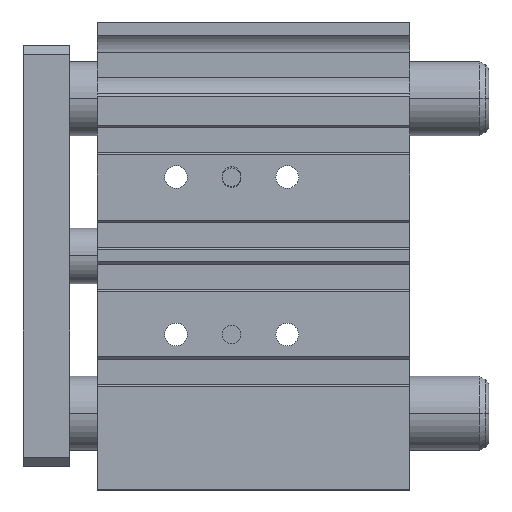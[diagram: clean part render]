
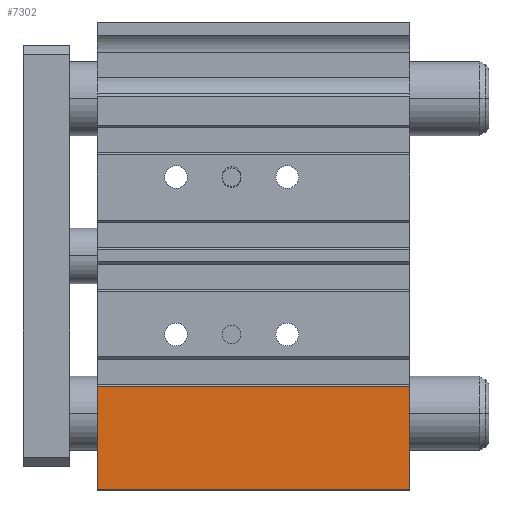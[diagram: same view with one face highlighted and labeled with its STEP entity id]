
A CAD part, top view. The second image highlights one B-rep face of the part: STEP entity #7302.
In plain terms, the highlighted planar face has unit normal (0, 0, 1).
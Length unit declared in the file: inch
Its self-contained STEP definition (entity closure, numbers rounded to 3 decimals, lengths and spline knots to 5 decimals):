
#4 = ORIENTED_EDGE ( 'NONE', *, *, #8601, .T. ) ;
#211 = CARTESIAN_POINT ( 'NONE',  ( 0., -1.11024, 0.82677 ) ) ;
#621 = LINE ( 'NONE', #11644, #2987 ) ;
#1370 = DIRECTION ( 'NONE',  ( -1., 0., 0. ) ) ;
#1656 = CARTESIAN_POINT ( 'NONE',  ( 0., -1.11024, 0.82677 ) ) ;
#2350 = DIRECTION ( 'NONE',  ( 0., -1., 0. ) ) ;
#2813 = ORIENTED_EDGE ( 'NONE', *, *, #11617, .F. ) ;
#2932 = CARTESIAN_POINT ( 'NONE',  ( 2.65748, -1.98819, 0.82677 ) ) ;
#2987 = VECTOR ( 'NONE', #2350, 39.37008 ) ;
#2993 = AXIS2_PLACEMENT_3D ( 'NONE', #4951, #9284, #3040 ) ;
#3032 = LINE ( 'NONE', #8739, #6354 ) ;
#3040 = DIRECTION ( 'NONE',  ( 0., -1., 0. ) ) ;
#3755 = DIRECTION ( 'NONE',  ( -1., 0., 0. ) ) ;
#4112 = ORIENTED_EDGE ( 'NONE', *, *, #11470, .T. ) ;
#4577 = VERTEX_POINT ( 'NONE', #1656 ) ;
#4612 = VECTOR ( 'NONE', #3755, 39.37008 ) ;
#4665 = LINE ( 'NONE', #211, #4931 ) ;
#4833 = VERTEX_POINT ( 'NONE', #2932 ) ;
#4931 = VECTOR ( 'NONE', #5514, 39.37008 ) ;
#4951 = CARTESIAN_POINT ( 'NONE',  ( 2.65748, -1.11024, 0.82677 ) ) ;
#5514 = DIRECTION ( 'NONE',  ( 0., -1., 0. ) ) ;
#5644 = CARTESIAN_POINT ( 'NONE',  ( 0., -1.98819, 0.82677 ) ) ;
#5857 = FACE_OUTER_BOUND ( 'NONE', #10931, .T. ) ;
#6354 = VECTOR ( 'NONE', #1370, 39.37008 ) ;
#6355 = VERTEX_POINT ( 'NONE', #6474 ) ;
#6454 = LINE ( 'NONE', #8311, #4612 ) ;
#6474 = CARTESIAN_POINT ( 'NONE',  ( 2.65748, -1.11024, 0.82677 ) ) ;
#6960 = VERTEX_POINT ( 'NONE', #5644 ) ;
#7043 = EDGE_CURVE ( 'NONE', #6355, #4833, #621, .T. ) ;
#7137 = ORIENTED_EDGE ( 'NONE', *, *, #7043, .F. ) ;
#7302 = ADVANCED_FACE ( 'NONE', ( #5857 ), #8443, .F. ) ;
#8311 = CARTESIAN_POINT ( 'NONE',  ( 2.65748, -1.11024, 0.82677 ) ) ;
#8443 = PLANE ( 'NONE',  #2993 ) ;
#8601 = EDGE_CURVE ( 'NONE', #4577, #6960, #4665, .T. ) ;
#8739 = CARTESIAN_POINT ( 'NONE',  ( 2.65748, -1.98819, 0.82677 ) ) ;
#9284 = DIRECTION ( 'NONE',  ( 0., 0., -1. ) ) ;
#10931 = EDGE_LOOP ( 'NONE', ( #4, #2813, #7137, #4112 ) ) ;
#11470 = EDGE_CURVE ( 'NONE', #6355, #4577, #6454, .T. ) ;
#11617 = EDGE_CURVE ( 'NONE', #4833, #6960, #3032, .T. ) ;
#11644 = CARTESIAN_POINT ( 'NONE',  ( 2.65748, -1.11024, 0.82677 ) ) ;
